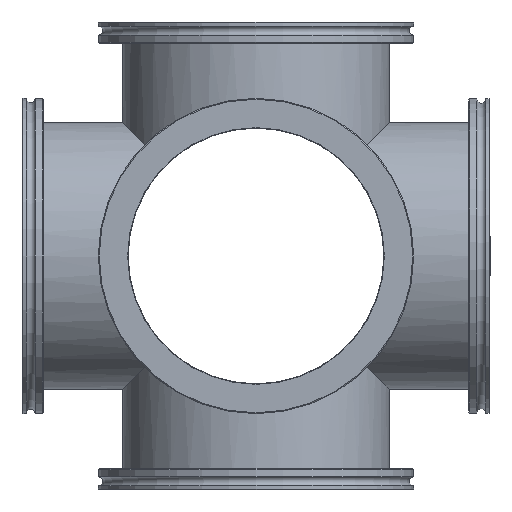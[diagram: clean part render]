
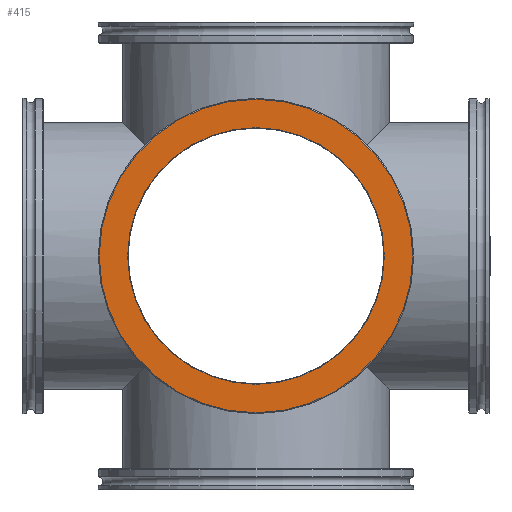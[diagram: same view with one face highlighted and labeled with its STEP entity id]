
A CAD part, front view. The second image highlights one B-rep face of the part: STEP entity #415.
In plain terms, the highlighted face is planar.
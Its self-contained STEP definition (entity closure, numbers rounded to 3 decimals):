
#71=FACE_BOUND('',#145,.T.);
#78=CIRCLE('',#502,89.5);
#83=CIRCLE('',#509,73.25);
#84=CIRCLE('',#510,73.25);
#122=FACE_OUTER_BOUND('',#144,.T.);
#144=EDGE_LOOP('',(#337));
#145=EDGE_LOOP('',(#338,#339));
#211=VERTEX_POINT('',#759);
#216=VERTEX_POINT('',#773);
#217=VERTEX_POINT('',#774);
#255=EDGE_CURVE('',#211,#211,#78,.T.);
#262=EDGE_CURVE('',#216,#217,#83,.T.);
#263=EDGE_CURVE('',#217,#216,#84,.T.);
#337=ORIENTED_EDGE('',*,*,#255,.F.);
#338=ORIENTED_EDGE('',*,*,#262,.F.);
#339=ORIENTED_EDGE('',*,*,#263,.F.);
#401=PLANE('',#508);
#415=ADVANCED_FACE('',(#122,#71),#401,.T.);
#502=AXIS2_PLACEMENT_3D('',#760,#606,#607);
#508=AXIS2_PLACEMENT_3D('',#772,#620,#621);
#509=AXIS2_PLACEMENT_3D('',#775,#622,#623);
#510=AXIS2_PLACEMENT_3D('',#776,#624,#625);
#606=DIRECTION('center_axis',(1.,0.,0.));
#607=DIRECTION('ref_axis',(0.,0.,-1.));
#620=DIRECTION('center_axis',(-1.,0.,0.));
#621=DIRECTION('ref_axis',(0.,0.,1.));
#622=DIRECTION('center_axis',(-1.,0.,0.));
#623=DIRECTION('ref_axis',(0.,0.,1.));
#624=DIRECTION('center_axis',(-1.,0.,0.));
#625=DIRECTION('ref_axis',(0.,0.,1.));
#759=CARTESIAN_POINT('',(-12.,0.,89.5));
#760=CARTESIAN_POINT('Origin',(-12.,0.,0.));
#772=CARTESIAN_POINT('Origin',(-12.,0.,73.25));
#773=CARTESIAN_POINT('',(-12.,0.,73.25));
#774=CARTESIAN_POINT('',(-12.,0.,-73.25));
#775=CARTESIAN_POINT('Origin',(-12.,0.,0.));
#776=CARTESIAN_POINT('Origin',(-12.,0.,0.));
